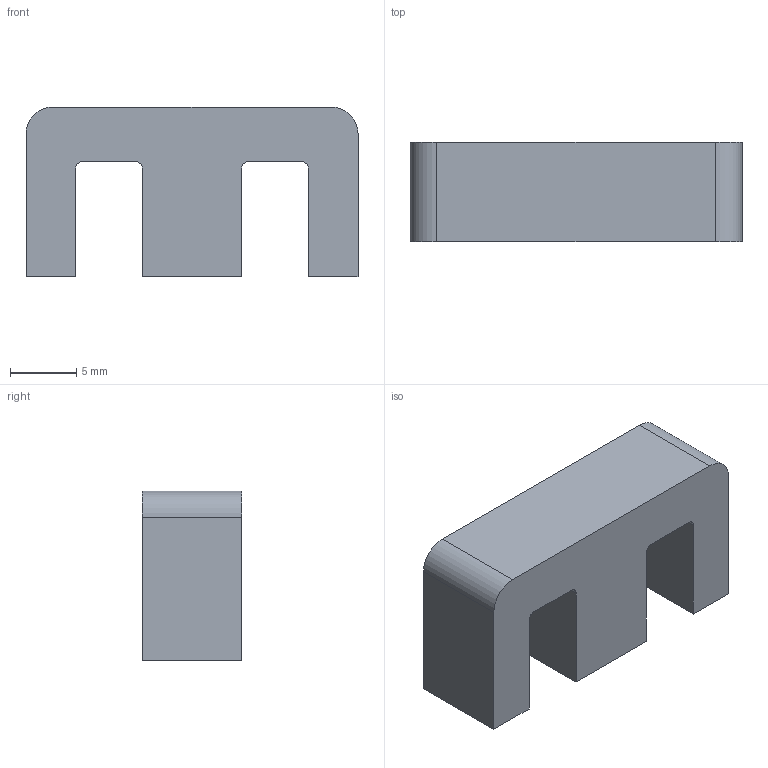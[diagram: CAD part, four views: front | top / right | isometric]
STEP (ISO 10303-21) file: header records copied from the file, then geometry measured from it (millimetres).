
FILE_DESCRIPTION((''),'2;1');
FILE_NAME('C61036-A0126-C008-01-7606','2018-05-10T',('ec7121'),(''),'PRO/ENGINEER BY PARAMETRIC TECHNOLOGY CORPORATION, 2014000','PRO/ENGINEER BY PARAMETRIC TECHNOLOGY CORPORATION, 2014000','');
FILE_SCHEMA(('CONFIG_CONTROL_DESIGN'));
Length unit declared in the file: millimetre
Products named in the file (1): C61036-A0126-C008-01-7606
Bounding box: 25 x 7.5 x 12.8 mm (x, y, z)
Volume: 1736.2 mm3; surface area: 1271.7 mm2
Topology: 1 solids, 1 shells, 20 faces, 54 edges, 36 vertices
Faces by surface type: plane 14, cylinder 6
Entity records: 668 total; most frequent: CARTESIAN_POINT 110, ORIENTED_EDGE 108, DIRECTION 106, EDGE_CURVE 54, VECTOR 42, LINE 42, VERTEX_POINT 36, AXIS2_PLACEMENT_3D 32
